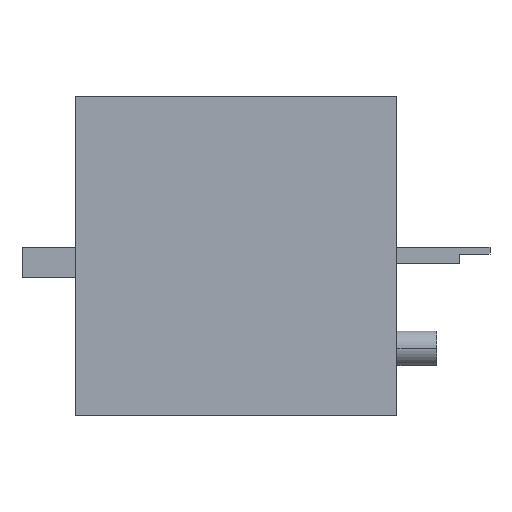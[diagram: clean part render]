
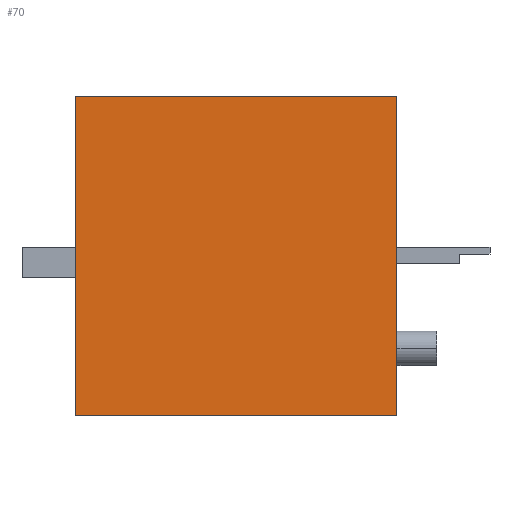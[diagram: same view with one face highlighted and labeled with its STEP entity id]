
A CAD part, left-side view. The second image highlights one B-rep face of the part: STEP entity #70.
In plain terms, the highlighted planar face has unit normal (-1, 0, 0).
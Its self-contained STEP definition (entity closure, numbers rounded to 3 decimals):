
#70=ADVANCED_FACE('',(#241),#242,.T.);
#241=FACE_OUTER_BOUND('',#578,.T.);
#242=PLANE('',#579);
#578=EDGE_LOOP('',(#925,#926,#927,#928));
#579=AXIS2_PLACEMENT_3D('',#929,#930,#931);
#925=ORIENTED_EDGE('',*,*,#2216,.F.);
#926=ORIENTED_EDGE('',*,*,#2217,.F.);
#927=ORIENTED_EDGE('',*,*,#2215,.F.);
#928=ORIENTED_EDGE('',*,*,#2218,.T.);
#929=CARTESIAN_POINT('',(-13.42,3.82,0.0));
#930=DIRECTION('',(-1.0,0.0,0.0));
#931=DIRECTION('',(0.0,0.0,1.0));
#2215=EDGE_CURVE('',#2675,#2670,#2677,.T.);
#2216=EDGE_CURVE('',#2678,#2679,#2680,.T.);
#2217=EDGE_CURVE('',#2670,#2678,#2681,.T.);
#2218=EDGE_CURVE('',#2675,#2679,#2682,.T.);
#2670=VERTEX_POINT('',#3357);
#2675=VERTEX_POINT('',#3364);
#2677=LINE('',#3367,#3368);
#2678=VERTEX_POINT('',#3369);
#2679=VERTEX_POINT('',#3370);
#2680=LINE('',#3371,#3372);
#2681=LINE('',#3373,#3374);
#2682=LINE('',#3375,#3376);
#3357=CARTESIAN_POINT('',(-13.42,0.0,0.0));
#3364=CARTESIAN_POINT('',(-13.42,12.1,0.0));
#3367=CARTESIAN_POINT('',(-13.42,12.1,0.0));
#3368=VECTOR('',#4450,12.1);
#3369=CARTESIAN_POINT('',(-13.42,0.0,-12.0));
#3370=CARTESIAN_POINT('',(-13.42,12.1,-12.0));
#3371=CARTESIAN_POINT('',(-13.42,0.0,-12.0));
#3372=VECTOR('',#4451,12.1);
#3373=CARTESIAN_POINT('',(-13.42,0.0,0.0));
#3374=VECTOR('',#4452,12.0);
#3375=CARTESIAN_POINT('',(-13.42,12.1,0.0));
#3376=VECTOR('',#4453,12.0);
#4450=DIRECTION('',(0.0,-1.0,0.0));
#4451=DIRECTION('',(0.0,1.0,0.0));
#4452=DIRECTION('',(0.0,0.0,-1.0));
#4453=DIRECTION('',(0.0,0.0,-1.0));
